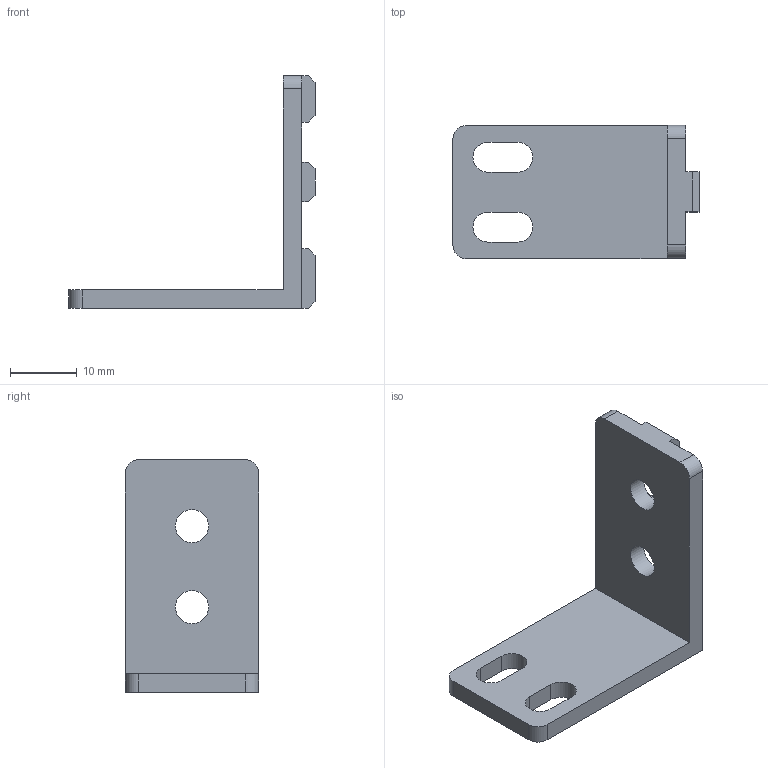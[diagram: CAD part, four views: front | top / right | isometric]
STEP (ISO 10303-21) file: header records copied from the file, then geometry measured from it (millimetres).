
FILE_DESCRIPTION(/* description */ ('STEP AP214'),/* implementation_level */ '2;1');
FILE_NAME(/* name */ '',/* time_stamp */ '2024-11-19T19:59:18+03:00',/* author */ ('Phantom'),/* organization */ ('UNSPECIFIED'),/* preprocessor_version */ 'ST-DEVELOPER v20',/* originating_system */ 'Autodesk Inventor 2025',/* authorisation */ '');
FILE_SCHEMA (('AUTOMOTIVE_DESIGN { 1 0 10303 214 3 1 1 }'));
Length unit declared in the file: millimetre
Products named in the file (1): уголок
Bounding box: 37 x 20 x 35 mm (x, y, z)
Volume: 3687.2 mm3; surface area: 3287.1 mm2
Topology: 1 solids, 1 shells, 41 faces, 114 edges, 76 vertices
Faces by surface type: plane 31, cylinder 10
Full cylindrical faces by diameter (mm): 5 x2
Entity records: 1370 total; most frequent: CARTESIAN_POINT 232, ORIENTED_EDGE 228, DIRECTION 218, EDGE_CURVE 114, LINE 94, VECTOR 94, VERTEX_POINT 76, AXIS2_PLACEMENT_3D 62
